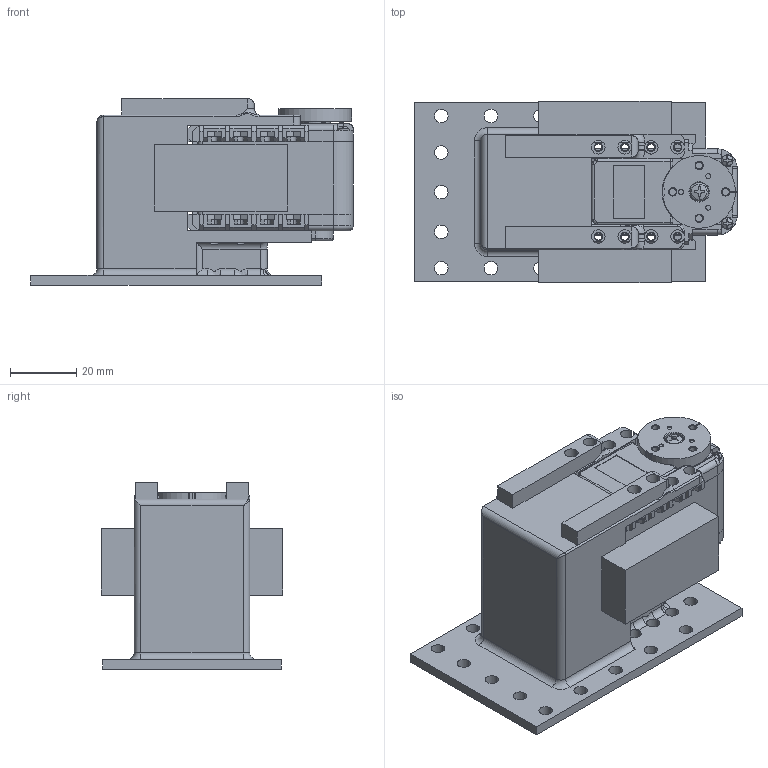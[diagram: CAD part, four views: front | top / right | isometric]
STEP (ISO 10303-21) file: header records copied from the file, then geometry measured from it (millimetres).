
FILE_DESCRIPTION (( 'STEP AP203' ), '1' );
FILE_NAME ('Base_ensamble_Predeterminado_sldprt.STEP', '2022-04-09T04:29:48', ( '' ), ( '' ), 'SwSTEP 2.0', 'SolidWorks 2020', '' );
FILE_SCHEMA (( 'CONFIG_CONTROL_DESIGN' ));
Products named in the file (1): Base_ensamble_Predeterminado_sldprt
Bounding box: 97.5 x 55 x 56.5 mm (x, y, z)
Volume: 130337.6 mm3; surface area: 39209.9 mm2
Topology: 10 solids, 10 shells, 1391 faces, 3787 edges, 2413 vertices
Faces by surface type: plane 765, cylinder 432, cone 90, bspline 43, torus 40, sphere 21
Entity records: 47043 total; most frequent: CARTESIAN_POINT 11604, ORIENTED_EDGE 7532, DIRECTION 7277, EDGE_CURVE 3766, VECTOR 2469, LINE 2469, VERTEX_POINT 2410, AXIS2_PLACEMENT_3D 2404
